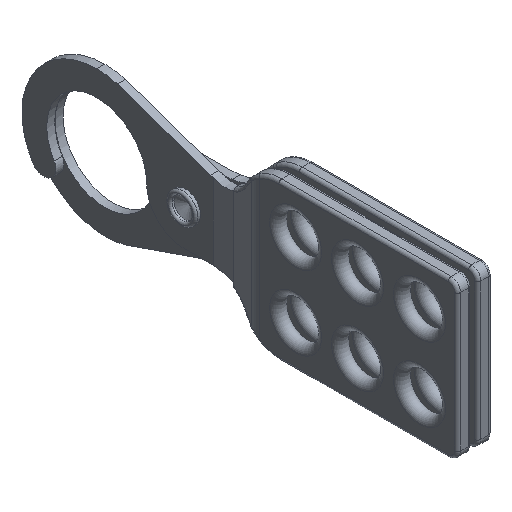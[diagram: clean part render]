
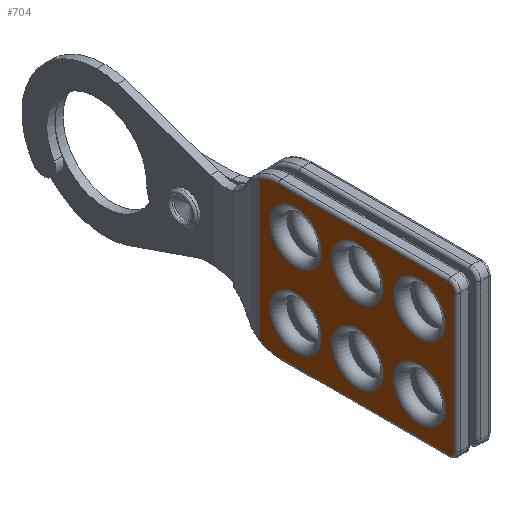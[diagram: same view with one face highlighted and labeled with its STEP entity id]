
A CAD part, isometric view. The second image highlights one B-rep face of the part: STEP entity #704.
In plain terms, the highlighted planar face has unit normal (-1, 0, 0).
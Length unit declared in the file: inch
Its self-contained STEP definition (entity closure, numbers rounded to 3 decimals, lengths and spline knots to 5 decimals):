
#337=LINE('',#2392,#391);
#338=LINE('',#2397,#392);
#339=LINE('',#2401,#393);
#340=LINE('',#2405,#394);
#391=VECTOR('',#1952,1.);
#392=VECTOR('',#1955,1.);
#393=VECTOR('',#1958,1.);
#394=VECTOR('',#1961,1.);
#704=ADVANCED_FACE('',(#803,#804,#805,#806,#807,#808,#809),#766,.T.);
#766=PLANE('',#1691);
#803=FACE_BOUND('',#866,.T.);
#804=FACE_BOUND('',#867,.T.);
#805=FACE_BOUND('',#868,.T.);
#806=FACE_BOUND('',#869,.T.);
#807=FACE_BOUND('',#870,.T.);
#808=FACE_BOUND('',#871,.T.);
#809=FACE_BOUND('',#872,.T.);
#866=EDGE_LOOP('',(#1032));
#867=EDGE_LOOP('',(#1033));
#868=EDGE_LOOP('',(#1034));
#869=EDGE_LOOP('',(#1035));
#870=EDGE_LOOP('',(#1036));
#871=EDGE_LOOP('',(#1037));
#872=EDGE_LOOP('',(#1038,#1039,#1040,#1041,#1042,#1043,#1044,#1045));
#1032=ORIENTED_EDGE('',*,*,#1458,.T.);
#1033=ORIENTED_EDGE('',*,*,#1459,.T.);
#1034=ORIENTED_EDGE('',*,*,#1460,.T.);
#1035=ORIENTED_EDGE('',*,*,#1461,.T.);
#1036=ORIENTED_EDGE('',*,*,#1462,.T.);
#1037=ORIENTED_EDGE('',*,*,#1463,.T.);
#1038=ORIENTED_EDGE('',*,*,#1464,.T.);
#1039=ORIENTED_EDGE('',*,*,#1465,.T.);
#1040=ORIENTED_EDGE('',*,*,#1466,.T.);
#1041=ORIENTED_EDGE('',*,*,#1467,.T.);
#1042=ORIENTED_EDGE('',*,*,#1468,.T.);
#1043=ORIENTED_EDGE('',*,*,#1469,.T.);
#1044=ORIENTED_EDGE('',*,*,#1470,.T.);
#1045=ORIENTED_EDGE('',*,*,#1471,.T.);
#1336=VERTEX_POINT('',#2381);
#1337=VERTEX_POINT('',#2383);
#1338=VERTEX_POINT('',#2385);
#1339=VERTEX_POINT('',#2387);
#1340=VERTEX_POINT('',#2389);
#1341=VERTEX_POINT('',#2391);
#1342=VERTEX_POINT('',#2393);
#1343=VERTEX_POINT('',#2394);
#1344=VERTEX_POINT('',#2396);
#1345=VERTEX_POINT('',#2398);
#1346=VERTEX_POINT('',#2400);
#1347=VERTEX_POINT('',#2402);
#1348=VERTEX_POINT('',#2404);
#1349=VERTEX_POINT('',#2406);
#1458=EDGE_CURVE('',#1336,#1336,#1575,.T.);
#1459=EDGE_CURVE('',#1337,#1337,#1576,.T.);
#1460=EDGE_CURVE('',#1338,#1338,#1577,.T.);
#1461=EDGE_CURVE('',#1339,#1339,#1578,.T.);
#1462=EDGE_CURVE('',#1340,#1340,#1579,.T.);
#1463=EDGE_CURVE('',#1341,#1341,#1580,.T.);
#1464=EDGE_CURVE('',#1342,#1343,#337,.T.);
#1465=EDGE_CURVE('',#1343,#1344,#1581,.T.);
#1466=EDGE_CURVE('',#1344,#1345,#338,.T.);
#1467=EDGE_CURVE('',#1345,#1346,#1582,.T.);
#1468=EDGE_CURVE('',#1346,#1347,#339,.T.);
#1469=EDGE_CURVE('',#1347,#1348,#1583,.T.);
#1470=EDGE_CURVE('',#1348,#1349,#340,.T.);
#1471=EDGE_CURVE('',#1349,#1342,#1584,.T.);
#1575=CIRCLE('',#1681,0.26);
#1576=CIRCLE('',#1682,0.26);
#1577=CIRCLE('',#1683,0.26);
#1578=CIRCLE('',#1684,0.26);
#1579=CIRCLE('',#1685,0.26);
#1580=CIRCLE('',#1686,0.26);
#1581=CIRCLE('',#1687,0.375);
#1582=CIRCLE('',#1688,0.375);
#1583=CIRCLE('',#1689,0.0625);
#1584=CIRCLE('',#1690,0.0625);
#1681=AXIS2_PLACEMENT_3D('',#2380,#1940,#1941);
#1682=AXIS2_PLACEMENT_3D('',#2382,#1942,#1943);
#1683=AXIS2_PLACEMENT_3D('',#2384,#1944,#1945);
#1684=AXIS2_PLACEMENT_3D('',#2386,#1946,#1947);
#1685=AXIS2_PLACEMENT_3D('',#2388,#1948,#1949);
#1686=AXIS2_PLACEMENT_3D('',#2390,#1950,#1951);
#1687=AXIS2_PLACEMENT_3D('',#2395,#1953,#1954);
#1688=AXIS2_PLACEMENT_3D('',#2399,#1956,#1957);
#1689=AXIS2_PLACEMENT_3D('',#2403,#1959,#1960);
#1690=AXIS2_PLACEMENT_3D('',#2407,#1962,#1963);
#1691=AXIS2_PLACEMENT_3D('',#2408,#1964,#1965);
#1940=DIRECTION('',(1.,0.,0.));
#1941=DIRECTION('',(0.,0.,1.));
#1942=DIRECTION('',(1.,0.,0.));
#1943=DIRECTION('',(0.,0.,1.));
#1944=DIRECTION('',(1.,0.,0.));
#1945=DIRECTION('',(0.,0.,1.));
#1946=DIRECTION('',(1.,0.,0.));
#1947=DIRECTION('',(0.,0.,1.));
#1948=DIRECTION('',(1.,0.,0.));
#1949=DIRECTION('',(0.,0.,1.));
#1950=DIRECTION('',(1.,0.,0.));
#1951=DIRECTION('',(0.,0.,1.));
#1952=DIRECTION('',(0.,1.,0.));
#1953=DIRECTION('',(-1.,0.,0.));
#1954=DIRECTION('',(0.,0.,1.));
#1955=DIRECTION('',(0.,0.,-1.));
#1956=DIRECTION('',(-1.,0.,0.));
#1957=DIRECTION('',(0.,0.,1.));
#1958=DIRECTION('',(0.,-1.,0.));
#1959=DIRECTION('',(-1.,0.,0.));
#1960=DIRECTION('',(0.,0.,1.));
#1961=DIRECTION('',(0.,0.,1.));
#1962=DIRECTION('',(-1.,0.,0.));
#1963=DIRECTION('',(0.,0.,1.));
#1964=DIRECTION('',(-1.,0.,0.));
#1965=DIRECTION('',(0.,0.,1.));
#2380=CARTESIAN_POINT('',(8.37089,-3.04437,7.07092));
#2381=CARTESIAN_POINT('',(8.37089,-3.04437,7.33092));
#2382=CARTESIAN_POINT('',(8.37089,-3.04437,6.33092));
#2383=CARTESIAN_POINT('',(8.37089,-3.04437,6.59092));
#2384=CARTESIAN_POINT('',(8.37089,-3.66437,7.07092));
#2385=CARTESIAN_POINT('',(8.37089,-3.66437,7.33092));
#2386=CARTESIAN_POINT('',(8.37089,-3.66437,6.33092));
#2387=CARTESIAN_POINT('',(8.37089,-3.66437,6.59092));
#2388=CARTESIAN_POINT('',(8.37089,-4.28437,7.07092));
#2389=CARTESIAN_POINT('',(8.37089,-4.28437,7.33092));
#2390=CARTESIAN_POINT('',(8.37089,-4.28437,6.33092));
#2391=CARTESIAN_POINT('',(8.37089,-4.28437,6.59092));
#2392=CARTESIAN_POINT('',(8.37089,-2.87689,7.44908));
#2393=CARTESIAN_POINT('',(8.37089,-4.57187,7.44908));
#2394=CARTESIAN_POINT('',(8.37089,-2.87689,7.44908));
#2395=CARTESIAN_POINT('',(8.37089,-2.87689,7.07408));
#2396=CARTESIAN_POINT('',(8.37089,-2.68244,7.39473));
#2397=CARTESIAN_POINT('',(8.37089,-2.68244,7.8995));
#2398=CARTESIAN_POINT('',(8.37089,-2.68244,6.00527));
#2399=CARTESIAN_POINT('',(8.37089,-2.87689,6.32592));
#2400=CARTESIAN_POINT('',(8.37089,-2.87689,5.95092));
#2401=CARTESIAN_POINT('',(8.37089,-4.57187,5.95092));
#2402=CARTESIAN_POINT('',(8.37089,-4.57187,5.95092));
#2403=CARTESIAN_POINT('',(8.37089,-4.57187,6.01342));
#2404=CARTESIAN_POINT('',(8.37089,-4.63437,6.01342));
#2405=CARTESIAN_POINT('',(8.37089,-4.63437,7.38658));
#2406=CARTESIAN_POINT('',(8.37089,-4.63437,7.38658));
#2407=CARTESIAN_POINT('',(8.37089,-4.57187,7.38658));
#2408=CARTESIAN_POINT('',(8.37089,-4.63437,7.8995));
